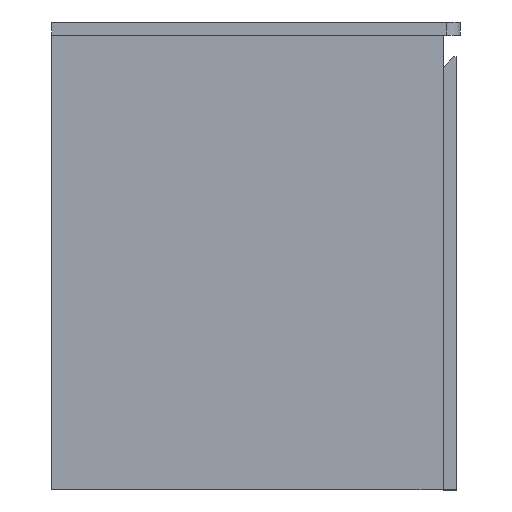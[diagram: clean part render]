
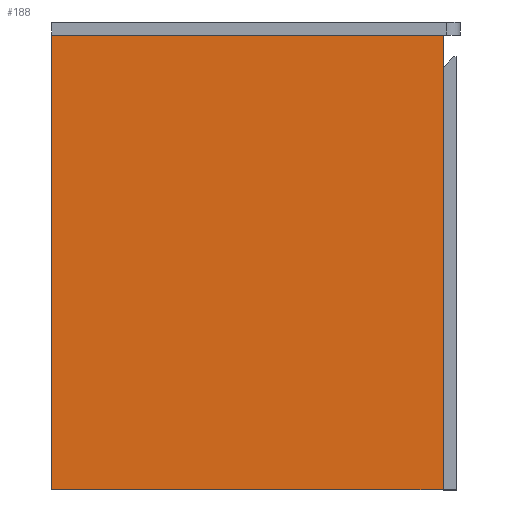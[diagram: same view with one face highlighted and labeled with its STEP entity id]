
A CAD part, left-side view. The second image highlights one B-rep face of the part: STEP entity #188.
In plain terms, the highlighted planar face has unit normal (-1, 0, 0).
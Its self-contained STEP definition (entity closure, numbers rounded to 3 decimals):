
#188=ADVANCED_FACE('',(#627),#6291,.T.);
#627=FACE_OUTER_BOUND('',#1066,.T.);
#1066=EDGE_LOOP('',(#1608,#1609,#1610,#1611));
#1608=ORIENTED_EDGE('',*,*,#3619,.F.);
#1609=ORIENTED_EDGE('',*,*,#3618,.F.);
#1610=ORIENTED_EDGE('',*,*,#3617,.F.);
#1611=ORIENTED_EDGE('',*,*,#3616,.F.);
#3616=EDGE_CURVE('',#5630,#5631,#4611,.T.);
#3617=EDGE_CURVE('',#5631,#5632,#4612,.T.);
#3618=EDGE_CURVE('',#5632,#5633,#4613,.T.);
#3619=EDGE_CURVE('',#5633,#5630,#4614,.T.);
#4611=B_SPLINE_CURVE_WITH_KNOTS('',1,(#7751,#7752),.UNSPECIFIED.,.F.,.F.,
(2,2),(-450.,0.),.UNSPECIFIED.);
#4612=B_SPLINE_CURVE_WITH_KNOTS('',1,(#7753,#7754),.UNSPECIFIED.,.F.,.F.,
(2,2),(0.,523.),.UNSPECIFIED.);
#4613=B_SPLINE_CURVE_WITH_KNOTS('',1,(#7755,#7756),.UNSPECIFIED.,.F.,.F.,
(2,2),(0.,450.),.UNSPECIFIED.);
#4614=B_SPLINE_CURVE_WITH_KNOTS('',1,(#7757,#7758),.UNSPECIFIED.,.F.,.F.,
(2,2),(-523.,0.),.UNSPECIFIED.);
#5630=VERTEX_POINT('',#7617);
#5631=VERTEX_POINT('',#7618);
#5632=VERTEX_POINT('',#7619);
#5633=VERTEX_POINT('',#7620);
#6291=PLANE('',#6787);
#6787=AXIS2_PLACEMENT_3D('',#7597,#7192,$);
#7192=DIRECTION('',(-1.,0.,0.));
#7597=CARTESIAN_POINT('',(-587.5,0.01,-13.99));
#7617=CARTESIAN_POINT('',(-587.5,0.,-14.));
#7618=CARTESIAN_POINT('',(-587.5,-450.,-14.));
#7619=CARTESIAN_POINT('',(-587.5,-450.,-537.));
#7620=CARTESIAN_POINT('',(-587.5,0.,-537.));
#7751=CARTESIAN_POINT('',(-587.5,0.,-14.));
#7752=CARTESIAN_POINT('',(-587.5,-450.,-14.));
#7753=CARTESIAN_POINT('',(-587.5,-450.,-14.));
#7754=CARTESIAN_POINT('',(-587.5,-450.,-537.));
#7755=CARTESIAN_POINT('',(-587.5,-450.,-537.));
#7756=CARTESIAN_POINT('',(-587.5,0.,-537.));
#7757=CARTESIAN_POINT('',(-587.5,0.,-537.));
#7758=CARTESIAN_POINT('',(-587.5,0.,-14.));
